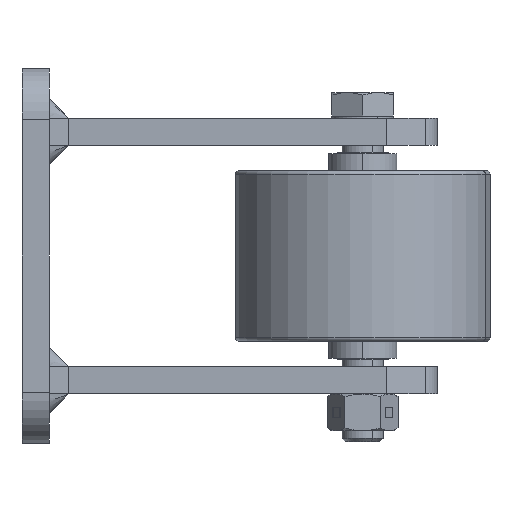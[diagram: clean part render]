
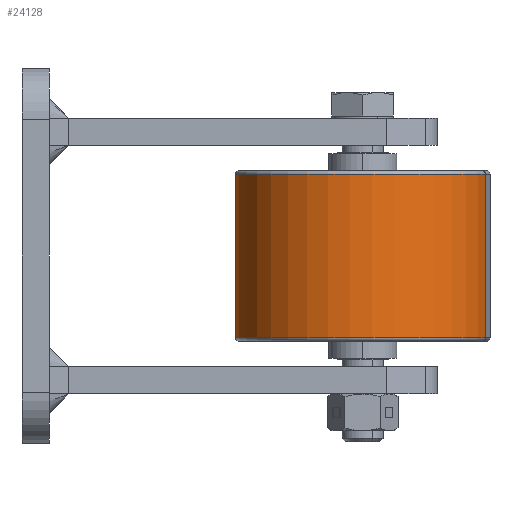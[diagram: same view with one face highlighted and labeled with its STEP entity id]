
A CAD part, left-side view. The second image highlights one B-rep face of the part: STEP entity #24128.
In plain terms, the highlighted cylindrical face has radius 37.5 mm (diameter 75 mm), a partial arc.
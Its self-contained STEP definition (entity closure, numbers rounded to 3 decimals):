
#289 = DIRECTION ( 'NONE',  ( 0., 0., -1. ) ) ;
#307 = CIRCLE ( 'NONE', #11956, 37.5 ) ;
#376 = DIRECTION ( 'NONE',  ( 0., 0., -1. ) ) ;
#498 = VERTEX_POINT ( 'NONE', #9668 ) ;
#515 = CARTESIAN_POINT ( 'NONE',  ( -10.235, -136.076, 24. ) ) ;
#2996 = CARTESIAN_POINT ( 'NONE',  ( 10.235, -63.924, -24. ) ) ;
#5886 = ORIENTED_EDGE ( 'NONE', *, *, #9075, .T. ) ;
#6857 = CARTESIAN_POINT ( 'NONE',  ( -10.235, -136.076, -69.595 ) ) ;
#6870 = CARTESIAN_POINT ( 'NONE',  ( 0., -100., -69.595 ) ) ;
#7957 = ORIENTED_EDGE ( 'NONE', *, *, #39553, .F. ) ;
#8780 = VECTOR ( 'NONE', #376, 1000. ) ;
#9025 = CARTESIAN_POINT ( 'NONE',  ( 0., -100., 24. ) ) ;
#9075 = EDGE_CURVE ( 'NONE', #498, #11251, #12055, .T. ) ;
#9668 = CARTESIAN_POINT ( 'NONE',  ( 10.235, -63.924, 24. ) ) ;
#10923 = VERTEX_POINT ( 'NONE', #33012 ) ;
#11251 = VERTEX_POINT ( 'NONE', #2996 ) ;
#11956 = AXIS2_PLACEMENT_3D ( 'NONE', #32107, #22169, #18898 ) ;
#12055 = LINE ( 'NONE', #12656, #34189 ) ;
#12656 = CARTESIAN_POINT ( 'NONE',  ( 10.235, -63.924, -69.595 ) ) ;
#15348 = DIRECTION ( 'NONE',  ( 0., 0., -1. ) ) ;
#15601 = DIRECTION ( 'NONE',  ( -0.273, -0.962, 0. ) ) ;
#16124 = EDGE_LOOP ( 'NONE', ( #30119, #5886, #32824, #7957 ) ) ;
#16381 = VERTEX_POINT ( 'NONE', #515 ) ;
#17009 = EDGE_CURVE ( 'NONE', #16381, #498, #18452, .T. ) ;
#18452 = CIRCLE ( 'NONE', #37965, 37.5 ) ;
#18898 = DIRECTION ( 'NONE',  ( 0.273, 0.962, 0. ) ) ;
#19502 = LINE ( 'NONE', #6857, #8780 ) ;
#20607 = EDGE_CURVE ( 'NONE', #11251, #10923, #307, .T. ) ;
#22169 = DIRECTION ( 'NONE',  ( 0., 0., 1. ) ) ;
#24128 = ADVANCED_FACE ( 'NONE', ( #38053 ), #31919, .T. ) ;
#25356 = DIRECTION ( 'NONE',  ( -0.273, -0.962, 0. ) ) ;
#30119 = ORIENTED_EDGE ( 'NONE', *, *, #17009, .T. ) ;
#31742 = DIRECTION ( 'NONE',  ( 0., 0., -1. ) ) ;
#31919 = CYLINDRICAL_SURFACE ( 'NONE', #34161, 37.5 ) ;
#32107 = CARTESIAN_POINT ( 'NONE',  ( 0., -100., -24. ) ) ;
#32824 = ORIENTED_EDGE ( 'NONE', *, *, #20607, .T. ) ;
#33012 = CARTESIAN_POINT ( 'NONE',  ( -10.235, -136.076, -24. ) ) ;
#34161 = AXIS2_PLACEMENT_3D ( 'NONE', #6870, #31742, #15601 ) ;
#34189 = VECTOR ( 'NONE', #289, 1000. ) ;
#37965 = AXIS2_PLACEMENT_3D ( 'NONE', #9025, #15348, #25356 ) ;
#38053 = FACE_OUTER_BOUND ( 'NONE', #16124, .T. ) ;
#39553 = EDGE_CURVE ( 'NONE', #16381, #10923, #19502, .T. ) ;
